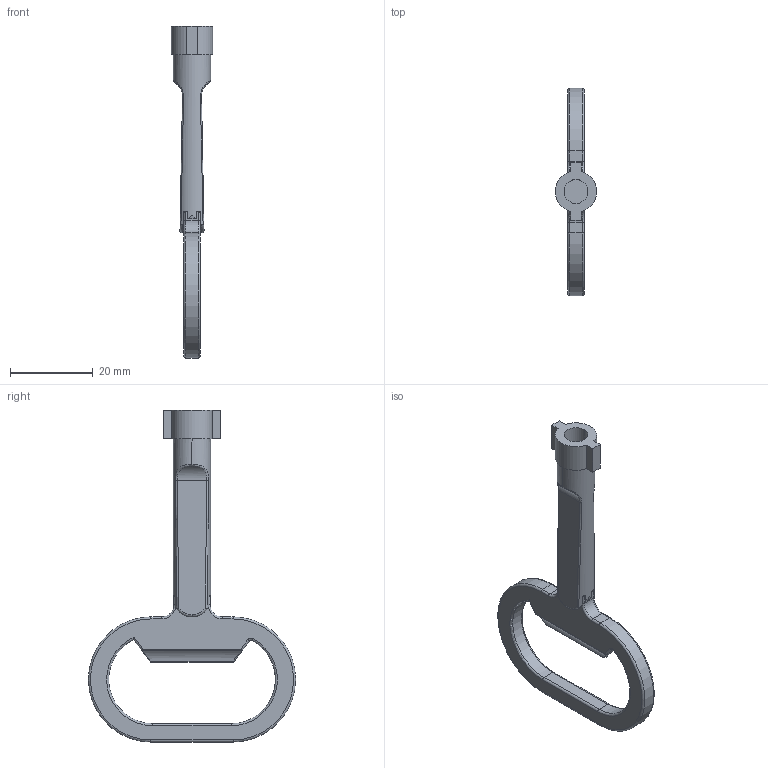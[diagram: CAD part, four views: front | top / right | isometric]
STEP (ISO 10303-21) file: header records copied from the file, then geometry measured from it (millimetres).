
FILE_DESCRIPTION (( 'STEP AP214' ), '1' );
FILE_NAME ('03761 Cam Lock 5mm Pin Key Chrome Long 90mm.STEP', '2025-09-24T02:07:32', ( '' ), ( '' ), 'SwSTEP 2.0', 'SolidWorks 2025', '' );
FILE_SCHEMA (( 'AUTOMOTIVE_DESIGN' ));
Length unit declared in the file: millimetre
Products named in the file (1): 03761 Cam Lock 5mm Pin Key Chrome Long 90mm
Bounding box: 10 x 50.1 x 80.25 mm (x, y, z)
Volume: 5186.1 mm3; surface area: 3884.8 mm2
Topology: 1 solids, 1 shells, 109 faces, 267 edges, 162 vertices
Faces by surface type: cylinder 45, plane 22, torus 21, bspline 21
Entity records: 4029 total; most frequent: CARTESIAN_POINT 1628, ORIENTED_EDGE 534, DIRECTION 465, EDGE_CURVE 267, AXIS2_PLACEMENT_3D 187, VERTEX_POINT 162, EDGE_LOOP 113, FACE_OUTER_BOUND 109
